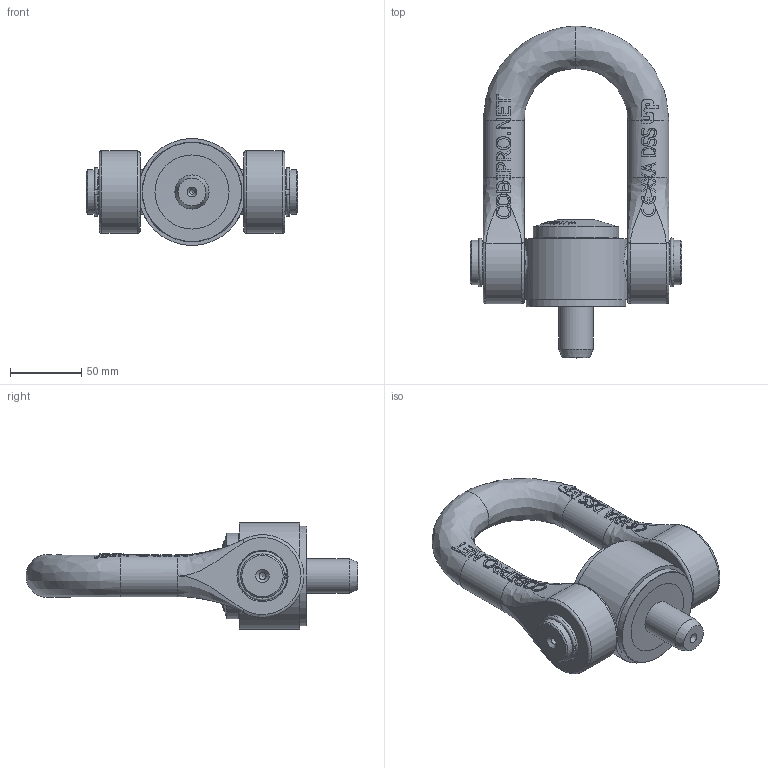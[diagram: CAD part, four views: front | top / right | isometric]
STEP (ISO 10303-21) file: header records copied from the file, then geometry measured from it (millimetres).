
FILE_DESCRIPTION(/* description */ (''),/* implementation_level */ '2;1');
FILE_NAME(/* name */ 'DSS M24 UP.stp',/* time_stamp */ '2017-09-13T11:48:20+02:00',/* author */ ('rklenes'),/* organization */ (''),/* preprocessor_version */ 'ST-DEVELOPER v16.5',/* originating_system */ 'Autodesk Inventor 2017',/* authorisation */ '');
FILE_SCHEMA (('AUTOMOTIVE_DESIGN { 1 0 10303 214 3 1 1 }'));
Length unit declared in the file: millimetre
Products named in the file (7): DSS M24; DSS_N3X48; DSM_N3X48; DSM_N3; DIN 7993 - A 32; DSE_M24A_UP; DSA_M24X84_UP
Assembly tree (7 placements, depth 3):
  DSS M24
    DSS_N3X48
      DSM_N3X48
      DSM_N3
      DIN 7993 - A 32  x2
    DSE_M24A_UP
    DSA_M24X84_UP
Bounding box: 148.5 x 233 x 74.72 mm (x, y, z)
Volume: 628787.3 mm3; surface area: 112608.5 mm2
Topology: 6 solids, 6 shells, 700 faces, 1908 edges, 1261 vertices
Faces by surface type: plane 341, bspline 210, cylinder 76, cone 56, torus 17
Full cylindrical faces by diameter (mm): 3.15 x1, 4.917 x2, 24 x4, 24.2 x1, 29 x2, 31 x4, 32.25 x2, 47.7 x2, 48 x3, 60 x1, 70 x1
Entity records: 26544 total; most frequent: CARTESIAN_POINT 10527, ORIENTED_EDGE 3662, DIRECTION 2640, EDGE_CURVE 1831, VERTEX_POINT 1247, AXIS2_PLACEMENT_3D 974, EDGE_LOOP 808, FACE_OUTER_BOUND 697
